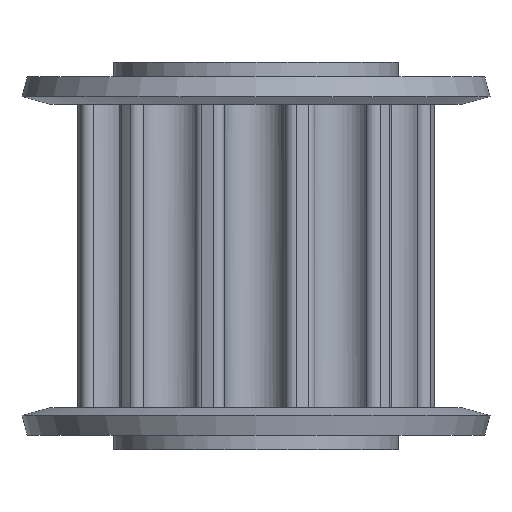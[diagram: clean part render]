
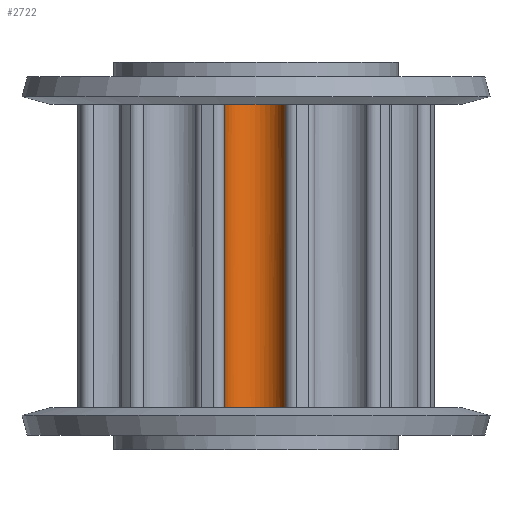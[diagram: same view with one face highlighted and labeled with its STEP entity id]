
A CAD part, front view. The second image highlights one B-rep face of the part: STEP entity #2722.
In plain terms, the highlighted cylindrical face has radius 1.499 mm (diameter 2.997 mm), a partial arc.
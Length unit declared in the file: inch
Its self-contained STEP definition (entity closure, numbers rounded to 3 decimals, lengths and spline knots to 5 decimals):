
#75 = CARTESIAN_POINT ( 'NONE',  ( 0.057, -0.32733, 0.294 ) ) ;
#561 = DIRECTION ( 'NONE',  ( 1., 0., 0. ) ) ;
#609 = AXIS2_PLACEMENT_3D ( 'NONE', #11408, #3057, #8325 ) ;
#740 = CARTESIAN_POINT ( 'NONE',  ( -0.002, -0.32733, -0.294 ) ) ;
#769 = CARTESIAN_POINT ( 'NONE',  ( -0.061, -0.32733, -0.294 ) ) ;
#1231 = EDGE_CURVE ( 'NONE', #4284, #9041, #1336, .T. ) ;
#1336 = LINE ( 'NONE', #75, #7855 ) ;
#1930 = VERTEX_POINT ( 'NONE', #9417 ) ;
#2722 = ADVANCED_FACE ( 'NONE', ( #9435 ), #2833, .F. ) ;
#2746 = CARTESIAN_POINT ( 'NONE',  ( -0.002, -0.32733, -0.294 ) ) ;
#2833 = CYLINDRICAL_SURFACE ( 'NONE', #8738, 0.059 ) ;
#3057 = DIRECTION ( 'NONE',  ( 0., 0., -1. ) ) ;
#3071 = CARTESIAN_POINT ( 'NONE',  ( -0.02765, -0.2742, -0.294 ) ) ;
#3506 = ORIENTED_EDGE ( 'NONE', *, *, #1231, .F. ) ;
#3831 = AXIS2_PLACEMENT_3D ( 'NONE', #2746, #5890, #561 ) ;
#4284 = VERTEX_POINT ( 'NONE', #6945 ) ;
#4285 = AXIS2_PLACEMENT_3D ( 'NONE', #740, #8326, #13738 ) ;
#4287 = EDGE_CURVE ( 'NONE', #7078, #7601, #9433, .T. ) ;
#4434 = AXIS2_PLACEMENT_3D ( 'NONE', #9149, #10147, #13444 ) ;
#4484 = LINE ( 'NONE', #5473, #5390 ) ;
#4529 = EDGE_CURVE ( 'NONE', #1930, #7078, #4484, .T. ) ;
#4618 = EDGE_CURVE ( 'NONE', #7601, #9169, #9895, .T. ) ;
#5143 = DIRECTION ( 'NONE',  ( -1., 0., 0. ) ) ;
#5390 = VECTOR ( 'NONE', #10160, 39.37008 ) ;
#5473 = CARTESIAN_POINT ( 'NONE',  ( -0.061, -0.32733, 0.294 ) ) ;
#5890 = DIRECTION ( 'NONE',  ( 0., 0., -1. ) ) ;
#6179 = ORIENTED_EDGE ( 'NONE', *, *, #4529, .T. ) ;
#6945 = CARTESIAN_POINT ( 'NONE',  ( 0.057, -0.32733, 0.294 ) ) ;
#7078 = VERTEX_POINT ( 'NONE', #769 ) ;
#7601 = VERTEX_POINT ( 'NONE', #3071 ) ;
#7855 = VECTOR ( 'NONE', #11870, 39.37008 ) ;
#8325 = DIRECTION ( 'NONE',  ( 1., 0., 0. ) ) ;
#8326 = DIRECTION ( 'NONE',  ( 0., 0., -1. ) ) ;
#8575 = ORIENTED_EDGE ( 'NONE', *, *, #11128, .T. ) ;
#8738 = AXIS2_PLACEMENT_3D ( 'NONE', #12526, #10423, #5143 ) ;
#9041 = VERTEX_POINT ( 'NONE', #10418 ) ;
#9070 = CARTESIAN_POINT ( 'NONE',  ( 0.0243, -0.27452, -0.294 ) ) ;
#9149 = CARTESIAN_POINT ( 'NONE',  ( -0.002, -0.32733, 0.294 ) ) ;
#9169 = VERTEX_POINT ( 'NONE', #9070 ) ;
#9286 = ORIENTED_EDGE ( 'NONE', *, *, #4618, .T. ) ;
#9417 = CARTESIAN_POINT ( 'NONE',  ( -0.061, -0.32733, 0.294 ) ) ;
#9433 = CIRCLE ( 'NONE', #3831, 0.059 ) ;
#9435 = FACE_OUTER_BOUND ( 'NONE', #10874, .T. ) ;
#9895 = CIRCLE ( 'NONE', #4285, 0.059 ) ;
#10011 = ORIENTED_EDGE ( 'NONE', *, *, #4287, .T. ) ;
#10147 = DIRECTION ( 'NONE',  ( 0., 0., -1. ) ) ;
#10160 = DIRECTION ( 'NONE',  ( 0., 0., -1. ) ) ;
#10418 = CARTESIAN_POINT ( 'NONE',  ( 0.057, -0.32733, -0.294 ) ) ;
#10423 = DIRECTION ( 'NONE',  ( 0., 0., -1. ) ) ;
#10491 = CIRCLE ( 'NONE', #4434, 0.059 ) ;
#10874 = EDGE_LOOP ( 'NONE', ( #3506, #11788, #6179, #10011, #9286, #8575 ) ) ;
#11128 = EDGE_CURVE ( 'NONE', #9169, #9041, #13194, .T. ) ;
#11408 = CARTESIAN_POINT ( 'NONE',  ( -0.002, -0.32733, -0.294 ) ) ;
#11788 = ORIENTED_EDGE ( 'NONE', *, *, #12349, .F. ) ;
#11870 = DIRECTION ( 'NONE',  ( 0., 0., -1. ) ) ;
#12349 = EDGE_CURVE ( 'NONE', #1930, #4284, #10491, .T. ) ;
#12526 = CARTESIAN_POINT ( 'NONE',  ( -0.002, -0.32733, 0.294 ) ) ;
#13194 = CIRCLE ( 'NONE', #609, 0.059 ) ;
#13444 = DIRECTION ( 'NONE',  ( 1., 0., 0. ) ) ;
#13738 = DIRECTION ( 'NONE',  ( 1., 0., 0. ) ) ;
